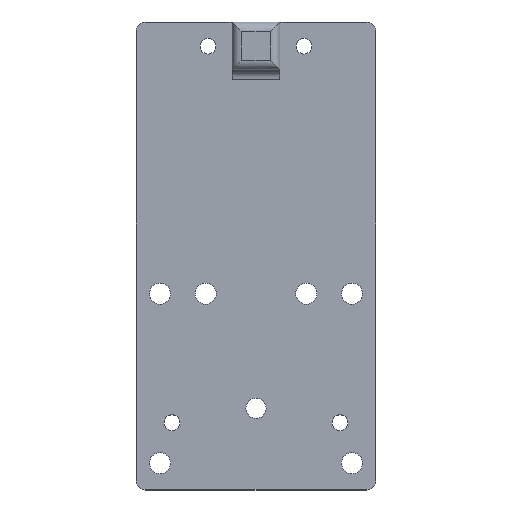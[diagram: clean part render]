
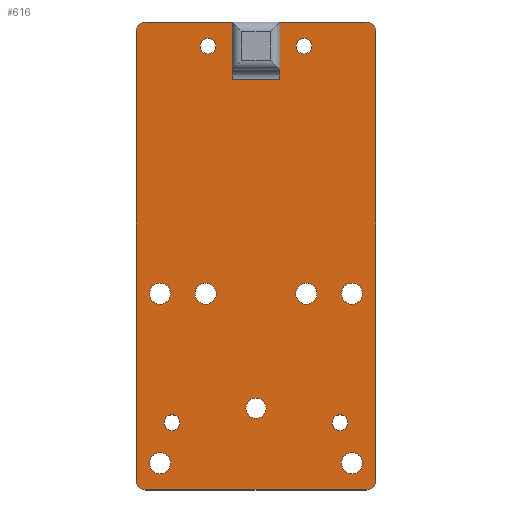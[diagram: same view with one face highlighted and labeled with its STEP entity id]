
A CAD part, top view. The second image highlights one B-rep face of the part: STEP entity #616.
In plain terms, the highlighted planar face has unit normal (0, 0, 1).
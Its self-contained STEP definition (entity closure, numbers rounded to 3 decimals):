
#17=FACE_BOUND('',#116,.T.);
#18=FACE_BOUND('',#117,.T.);
#19=FACE_BOUND('',#118,.T.);
#20=FACE_BOUND('',#119,.T.);
#21=FACE_BOUND('',#120,.T.);
#22=FACE_BOUND('',#121,.T.);
#23=FACE_BOUND('',#122,.T.);
#24=FACE_BOUND('',#123,.T.);
#25=FACE_BOUND('',#124,.T.);
#26=FACE_BOUND('',#125,.T.);
#27=FACE_BOUND('',#126,.T.);
#47=PLANE('',#699);
#82=FACE_OUTER_BOUND('',#115,.T.);
#115=EDGE_LOOP('',(#524,#525,#526,#527,#528,#529,#530,#531,#532,#533,#534,
#535));
#116=EDGE_LOOP('',(#536));
#117=EDGE_LOOP('',(#537));
#118=EDGE_LOOP('',(#538));
#119=EDGE_LOOP('',(#539));
#120=EDGE_LOOP('',(#540));
#121=EDGE_LOOP('',(#541));
#122=EDGE_LOOP('',(#542));
#123=EDGE_LOOP('',(#543));
#124=EDGE_LOOP('',(#544));
#125=EDGE_LOOP('',(#545));
#126=EDGE_LOOP('',(#546));
#149=LINE('',#921,#194);
#152=LINE('',#929,#197);
#156=LINE('',#936,#201);
#158=LINE('',#943,#203);
#160=LINE('',#947,#205);
#175=LINE('',#1030,#220);
#179=LINE('',#1042,#224);
#183=LINE('',#1052,#228);
#194=VECTOR('',#737,10.);
#197=VECTOR('',#744,10.);
#201=VECTOR('',#748,10.);
#203=VECTOR('',#756,10.);
#205=VECTOR('',#762,10.);
#220=VECTOR('',#857,10.);
#224=VECTOR('',#869,10.);
#228=VECTOR('',#881,10.);
#233=CIRCLE('',#652,1.65);
#235=CIRCLE('',#655,2.1);
#237=CIRCLE('',#658,2.2);
#239=CIRCLE('',#661,1.65);
#241=CIRCLE('',#664,2.2);
#243=CIRCLE('',#667,2.2);
#245=CIRCLE('',#670,2.2);
#247=CIRCLE('',#673,1.65);
#249=CIRCLE('',#676,2.2);
#251=CIRCLE('',#679,2.2);
#253=CIRCLE('',#682,1.65);
#256=CIRCLE('',#686,2.);
#258=CIRCLE('',#689,2.);
#260=CIRCLE('',#693,2.);
#262=CIRCLE('',#697,2.);
#273=VERTEX_POINT('',#918);
#274=VERTEX_POINT('',#920);
#276=VERTEX_POINT('',#926);
#277=VERTEX_POINT('',#928);
#280=VERTEX_POINT('',#934);
#281=VERTEX_POINT('',#939);
#283=VERTEX_POINT('',#949);
#285=VERTEX_POINT('',#955);
#287=VERTEX_POINT('',#961);
#289=VERTEX_POINT('',#967);
#291=VERTEX_POINT('',#973);
#293=VERTEX_POINT('',#979);
#295=VERTEX_POINT('',#985);
#297=VERTEX_POINT('',#991);
#299=VERTEX_POINT('',#997);
#301=VERTEX_POINT('',#1003);
#303=VERTEX_POINT('',#1009);
#306=VERTEX_POINT('',#1017);
#308=VERTEX_POINT('',#1023);
#310=VERTEX_POINT('',#1029);
#312=VERTEX_POINT('',#1035);
#314=VERTEX_POINT('',#1041);
#316=VERTEX_POINT('',#1047);
#333=EDGE_CURVE('',#274,#273,#149,.T.);
#337=EDGE_CURVE('',#277,#276,#152,.T.);
#341=EDGE_CURVE('',#273,#280,#156,.T.);
#344=EDGE_CURVE('',#274,#281,#158,.T.);
#346=EDGE_CURVE('',#276,#281,#160,.T.);
#347=EDGE_CURVE('',#283,#283,#233,.T.);
#350=EDGE_CURVE('',#285,#285,#235,.T.);
#353=EDGE_CURVE('',#287,#287,#237,.T.);
#356=EDGE_CURVE('',#289,#289,#239,.T.);
#359=EDGE_CURVE('',#291,#291,#241,.T.);
#362=EDGE_CURVE('',#293,#293,#243,.T.);
#365=EDGE_CURVE('',#295,#295,#245,.T.);
#368=EDGE_CURVE('',#297,#297,#247,.T.);
#371=EDGE_CURVE('',#299,#299,#249,.T.);
#374=EDGE_CURVE('',#301,#301,#251,.T.);
#377=EDGE_CURVE('',#303,#303,#253,.T.);
#382=EDGE_CURVE('',#280,#306,#256,.T.);
#384=EDGE_CURVE('',#308,#277,#258,.T.);
#387=EDGE_CURVE('',#310,#308,#175,.T.);
#390=EDGE_CURVE('',#312,#310,#260,.T.);
#393=EDGE_CURVE('',#314,#312,#179,.T.);
#396=EDGE_CURVE('',#316,#314,#262,.T.);
#399=EDGE_CURVE('',#306,#316,#183,.T.);
#524=ORIENTED_EDGE('',*,*,#333,.T.);
#525=ORIENTED_EDGE('',*,*,#341,.T.);
#526=ORIENTED_EDGE('',*,*,#382,.T.);
#527=ORIENTED_EDGE('',*,*,#399,.T.);
#528=ORIENTED_EDGE('',*,*,#396,.T.);
#529=ORIENTED_EDGE('',*,*,#393,.T.);
#530=ORIENTED_EDGE('',*,*,#390,.T.);
#531=ORIENTED_EDGE('',*,*,#387,.T.);
#532=ORIENTED_EDGE('',*,*,#384,.T.);
#533=ORIENTED_EDGE('',*,*,#337,.T.);
#534=ORIENTED_EDGE('',*,*,#346,.T.);
#535=ORIENTED_EDGE('',*,*,#344,.F.);
#536=ORIENTED_EDGE('',*,*,#377,.T.);
#537=ORIENTED_EDGE('',*,*,#374,.T.);
#538=ORIENTED_EDGE('',*,*,#371,.T.);
#539=ORIENTED_EDGE('',*,*,#368,.T.);
#540=ORIENTED_EDGE('',*,*,#365,.T.);
#541=ORIENTED_EDGE('',*,*,#362,.T.);
#542=ORIENTED_EDGE('',*,*,#359,.T.);
#543=ORIENTED_EDGE('',*,*,#356,.T.);
#544=ORIENTED_EDGE('',*,*,#353,.T.);
#545=ORIENTED_EDGE('',*,*,#350,.T.);
#546=ORIENTED_EDGE('',*,*,#347,.T.);
#616=ADVANCED_FACE('',(#82,#17,#18,#19,#20,#21,#22,#23,#24,#25,#26,#27),
#47,.T.);
#652=AXIS2_PLACEMENT_3D('',#950,#765,#766);
#655=AXIS2_PLACEMENT_3D('',#956,#772,#773);
#658=AXIS2_PLACEMENT_3D('',#962,#779,#780);
#661=AXIS2_PLACEMENT_3D('',#968,#786,#787);
#664=AXIS2_PLACEMENT_3D('',#974,#793,#794);
#667=AXIS2_PLACEMENT_3D('',#980,#800,#801);
#670=AXIS2_PLACEMENT_3D('',#986,#807,#808);
#673=AXIS2_PLACEMENT_3D('',#992,#814,#815);
#676=AXIS2_PLACEMENT_3D('',#998,#821,#822);
#679=AXIS2_PLACEMENT_3D('',#1004,#828,#829);
#682=AXIS2_PLACEMENT_3D('',#1010,#835,#836);
#686=AXIS2_PLACEMENT_3D('',#1019,#845,#846);
#689=AXIS2_PLACEMENT_3D('',#1024,#851,#852);
#693=AXIS2_PLACEMENT_3D('',#1036,#863,#864);
#697=AXIS2_PLACEMENT_3D('',#1048,#875,#876);
#699=AXIS2_PLACEMENT_3D('',#1053,#882,#883);
#737=DIRECTION('',(0.,1.,0.));
#744=DIRECTION('',(-1.,0.,0.));
#748=DIRECTION('',(-1.,0.,0.));
#756=DIRECTION('',(1.,0.,0.));
#762=DIRECTION('',(0.,-1.,0.));
#765=DIRECTION('center_axis',(0.,0.,-1.));
#766=DIRECTION('ref_axis',(1.,0.,0.));
#772=DIRECTION('center_axis',(0.,0.,-1.));
#773=DIRECTION('ref_axis',(1.,0.,0.));
#779=DIRECTION('center_axis',(0.,0.,-1.));
#780=DIRECTION('ref_axis',(1.,0.,0.));
#786=DIRECTION('center_axis',(0.,0.,-1.));
#787=DIRECTION('ref_axis',(1.,0.,0.));
#793=DIRECTION('center_axis',(0.,0.,-1.));
#794=DIRECTION('ref_axis',(1.,0.,0.));
#800=DIRECTION('center_axis',(0.,0.,-1.));
#801=DIRECTION('ref_axis',(1.,0.,0.));
#807=DIRECTION('center_axis',(0.,0.,-1.));
#808=DIRECTION('ref_axis',(1.,0.,0.));
#814=DIRECTION('center_axis',(0.,0.,-1.));
#815=DIRECTION('ref_axis',(1.,0.,0.));
#821=DIRECTION('center_axis',(0.,0.,-1.));
#822=DIRECTION('ref_axis',(1.,0.,0.));
#828=DIRECTION('center_axis',(0.,0.,-1.));
#829=DIRECTION('ref_axis',(1.,0.,0.));
#835=DIRECTION('center_axis',(0.,0.,-1.));
#836=DIRECTION('ref_axis',(1.,0.,0.));
#845=DIRECTION('center_axis',(0.,0.,1.));
#846=DIRECTION('ref_axis',(0.,1.,0.));
#851=DIRECTION('center_axis',(0.,0.,1.));
#852=DIRECTION('ref_axis',(1.,0.,0.));
#857=DIRECTION('',(0.,1.,0.));
#863=DIRECTION('center_axis',(0.,0.,1.));
#864=DIRECTION('ref_axis',(0.,-1.,0.));
#869=DIRECTION('',(1.,0.,0.));
#875=DIRECTION('center_axis',(0.,0.,1.));
#876=DIRECTION('ref_axis',(-1.,0.,0.));
#881=DIRECTION('',(0.,-1.,0.));
#882=DIRECTION('center_axis',(0.,0.,1.));
#883=DIRECTION('ref_axis',(1.,0.,0.));
#918=CARTESIAN_POINT('',(221.652,158.426,5.));
#920=CARTESIAN_POINT('',(221.652,146.426,5.));
#921=CARTESIAN_POINT('',(221.652,134.051,5.));
#926=CARTESIAN_POINT('',(231.652,158.426,5.));
#928=CARTESIAN_POINT('',(249.652,158.426,5.));
#929=CARTESIAN_POINT('',(249.652,158.426,5.));
#934=CARTESIAN_POINT('',(203.652,158.426,5.));
#936=CARTESIAN_POINT('',(249.652,158.426,5.));
#939=CARTESIAN_POINT('',(231.652,146.426,5.));
#943=CARTESIAN_POINT('',(226.652,146.426,5.));
#947=CARTESIAN_POINT('',(231.652,134.051,5.));
#949=CARTESIAN_POINT('',(215.002,153.426,5.));
#950=CARTESIAN_POINT('Origin',(216.652,153.426,5.));
#955=CARTESIAN_POINT('',(224.552,77.926,5.));
#956=CARTESIAN_POINT('Origin',(226.652,77.926,5.));
#961=CARTESIAN_POINT('',(244.452,66.526,5.));
#962=CARTESIAN_POINT('Origin',(246.652,66.526,5.));
#967=CARTESIAN_POINT('',(207.502,74.926,5.));
#968=CARTESIAN_POINT('Origin',(209.152,74.926,5.));
#973=CARTESIAN_POINT('',(213.952,101.826,5.));
#974=CARTESIAN_POINT('Origin',(216.152,101.826,5.));
#979=CARTESIAN_POINT('',(244.452,101.826,5.));
#980=CARTESIAN_POINT('Origin',(246.652,101.826,5.));
#985=CARTESIAN_POINT('',(204.452,101.826,5.));
#986=CARTESIAN_POINT('Origin',(206.652,101.826,5.));
#991=CARTESIAN_POINT('',(235.002,153.426,5.));
#992=CARTESIAN_POINT('Origin',(236.652,153.426,5.));
#997=CARTESIAN_POINT('',(204.452,66.526,5.));
#998=CARTESIAN_POINT('Origin',(206.652,66.526,5.));
#1003=CARTESIAN_POINT('',(234.952,101.826,5.));
#1004=CARTESIAN_POINT('Origin',(237.152,101.826,5.));
#1009=CARTESIAN_POINT('',(242.502,74.926,5.));
#1010=CARTESIAN_POINT('Origin',(244.152,74.926,5.));
#1017=CARTESIAN_POINT('',(201.652,156.426,5.));
#1019=CARTESIAN_POINT('Origin',(203.652,156.426,5.));
#1023=CARTESIAN_POINT('',(251.652,156.426,5.));
#1024=CARTESIAN_POINT('Origin',(249.652,156.426,5.));
#1029=CARTESIAN_POINT('',(251.652,62.926,5.));
#1030=CARTESIAN_POINT('',(251.652,62.926,5.));
#1035=CARTESIAN_POINT('',(249.652,60.926,5.));
#1036=CARTESIAN_POINT('Origin',(249.652,62.926,5.));
#1041=CARTESIAN_POINT('',(203.652,60.926,5.));
#1042=CARTESIAN_POINT('',(203.652,60.926,5.));
#1047=CARTESIAN_POINT('',(201.652,62.926,5.));
#1048=CARTESIAN_POINT('Origin',(203.652,62.926,5.));
#1052=CARTESIAN_POINT('',(201.652,156.426,5.));
#1053=CARTESIAN_POINT('Origin',(226.652,109.676,5.));
